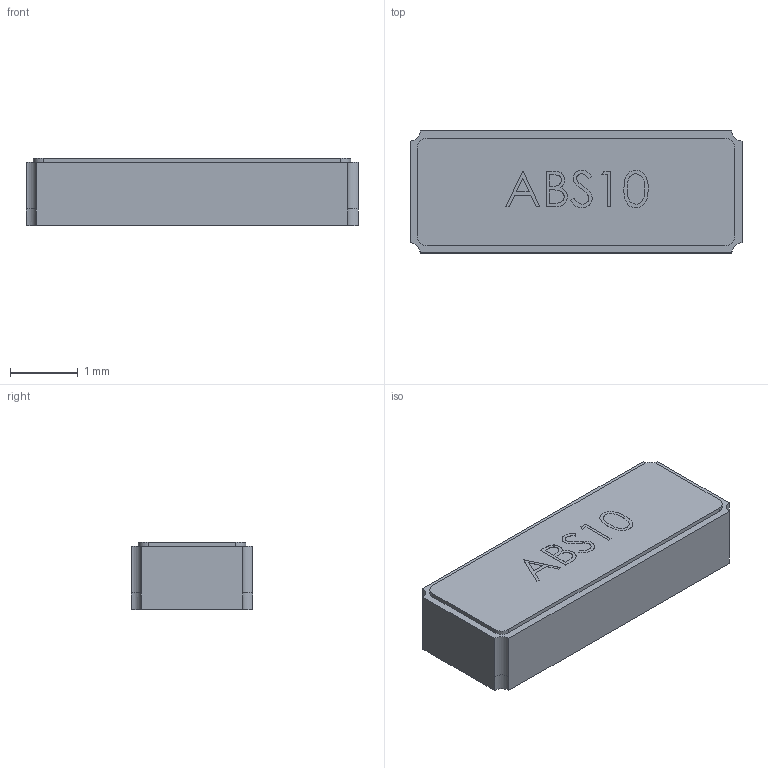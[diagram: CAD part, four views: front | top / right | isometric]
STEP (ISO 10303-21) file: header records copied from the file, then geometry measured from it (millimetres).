
FILE_DESCRIPTION (( 'STEP AP214' ), '1' );
FILE_NAME ('ABS10.STEP', '2013-07-25T10:31:23', ( '' ), ( '' ), 'SwSTEP 2.0', 'SolidWorks 2012', '' );
FILE_SCHEMA (( 'AUTOMOTIVE_DESIGN' ));
Length unit declared in the file: millimetre
Products named in the file (1): ABS10
Bounding box: 4.9 x 1.8 x 1 mm (x, y, z)
Volume: 8.7 mm3; surface area: 30.6 mm2
Topology: 1 solids, 1 shells, 107 faces, 289 edges, 194 vertices
Faces by surface type: plane 62, bspline 33, cylinder 12
Entity records: 6392 total; most frequent: CARTESIAN_POINT 2680, ORIENTED_EDGE 578, DIRECTION 401, EDGE_CURVE 289, VECTOR 195, LINE 195, VERTEX_POINT 194, EDGE_LOOP 117
